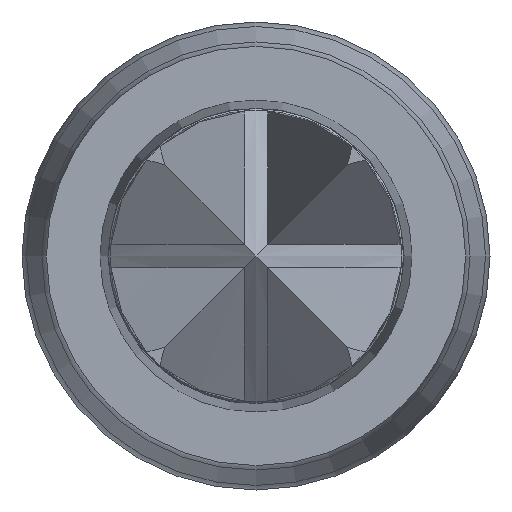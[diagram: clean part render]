
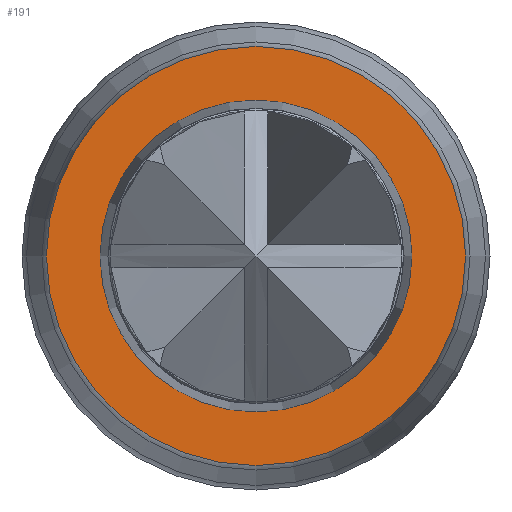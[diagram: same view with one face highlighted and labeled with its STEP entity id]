
A CAD part, left-side view. The second image highlights one B-rep face of the part: STEP entity #191.
In plain terms, the highlighted planar face has unit normal (-1, 0, 0).
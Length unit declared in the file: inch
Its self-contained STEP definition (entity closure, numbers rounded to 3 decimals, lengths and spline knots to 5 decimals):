
#191 = ADVANCED_FACE ( 'NONE', ( #1077, #547 ), #762, .T. ) ;
#337 = ORIENTED_EDGE ( 'NONE', *, *, #1051, .F. ) ;
#342 = VERTEX_POINT ( 'NONE', #1073 ) ;
#374 = AXIS2_PLACEMENT_3D ( 'NONE', #489, #1055, #769 ) ;
#441 = DIRECTION ( 'NONE',  ( -1., 0., 0. ) ) ;
#454 = DIRECTION ( 'NONE',  ( -1., 0., 0. ) ) ;
#457 = CARTESIAN_POINT ( 'NONE',  ( 0., 0., 0. ) ) ;
#470 = EDGE_LOOP ( 'NONE', ( #767 ) ) ;
#489 = CARTESIAN_POINT ( 'NONE',  ( 0., -0.018, 0. ) ) ;
#522 = EDGE_LOOP ( 'NONE', ( #337 ) ) ;
#547 = FACE_OUTER_BOUND ( 'NONE', #470, .T. ) ;
#554 = DIRECTION ( 'NONE',  ( 0., 0., -1. ) ) ;
#619 = CIRCLE ( 'NONE', #1026, 0.018 ) ;
#762 = PLANE ( 'NONE',  #374 ) ;
#767 = ORIENTED_EDGE ( 'NONE', *, *, #1224, .T. ) ;
#769 = DIRECTION ( 'NONE',  ( 0., 0., -1. ) ) ;
#831 = CIRCLE ( 'NONE', #1057, 0.01339 ) ;
#912 = CARTESIAN_POINT ( 'NONE',  ( 0., 0., 0. ) ) ;
#1026 = AXIS2_PLACEMENT_3D ( 'NONE', #457, #454, #554 ) ;
#1051 = EDGE_CURVE ( 'NONE', #1126, #1126, #831, .T. ) ;
#1055 = DIRECTION ( 'NONE',  ( -1., 0., 0. ) ) ;
#1057 = AXIS2_PLACEMENT_3D ( 'NONE', #912, #441, #1207 ) ;
#1073 = CARTESIAN_POINT ( 'NONE',  ( 0., 0., -0.018 ) ) ;
#1077 = FACE_BOUND ( 'NONE', #522, .T. ) ;
#1126 = VERTEX_POINT ( 'NONE', #1171 ) ;
#1171 = CARTESIAN_POINT ( 'NONE',  ( 0., -0.01339, 0. ) ) ;
#1207 = DIRECTION ( 'NONE',  ( 0., -1., 0. ) ) ;
#1224 = EDGE_CURVE ( 'NONE', #342, #342, #619, .T. ) ;
